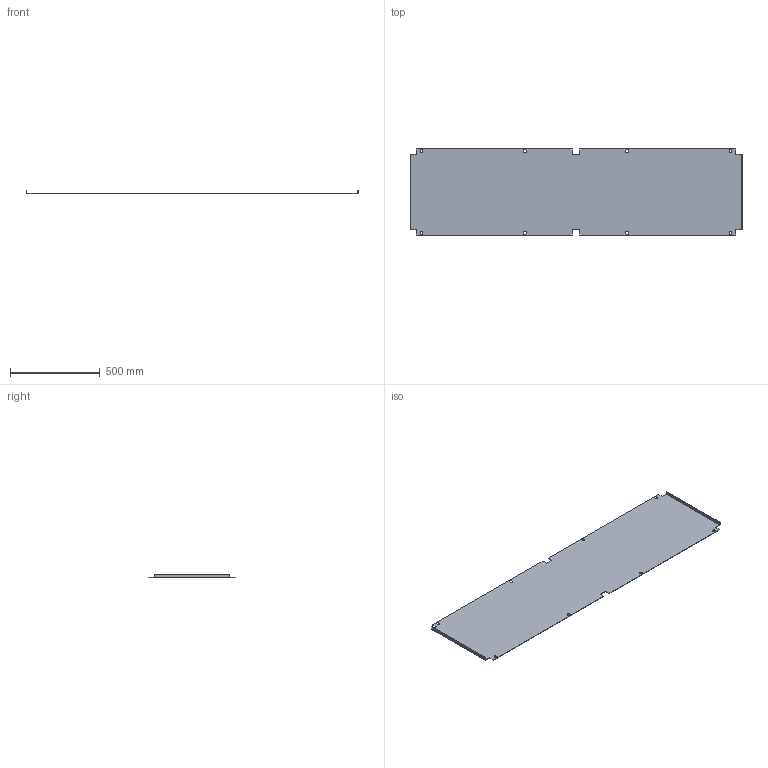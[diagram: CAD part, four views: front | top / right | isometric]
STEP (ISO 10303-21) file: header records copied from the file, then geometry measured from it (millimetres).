
FILE_DESCRIPTION (( 'STEP AP203' ), '1' );
FILE_NAME ('QB07C122.step', '2011-02-17T14:54:08', ( 'User' ), ( 'DKC' ), 'SwSTEP 2.0', 'SolidWorks 2010', '' );
FILE_SCHEMA (( 'CONFIG_CONTROL_DESIGN' ));
Length unit declared in the file: millimetre
Products named in the file (1): QB07C122
Bounding box: 1850 x 480 x 20 mm (x, y, z)
Volume: 2234075.6 mm3; surface area: 1800539.7 mm2
Topology: 1 solids, 1 shells, 70 faces, 188 edges, 120 vertices
Faces by surface type: plane 50, cylinder 20
Entity records: 2273 total; most frequent: CARTESIAN_POINT 379, ORIENTED_EDGE 376, DIRECTION 370, EDGE_CURVE 188, VECTOR 148, LINE 148, VERTEX_POINT 120, AXIS2_PLACEMENT_3D 111
